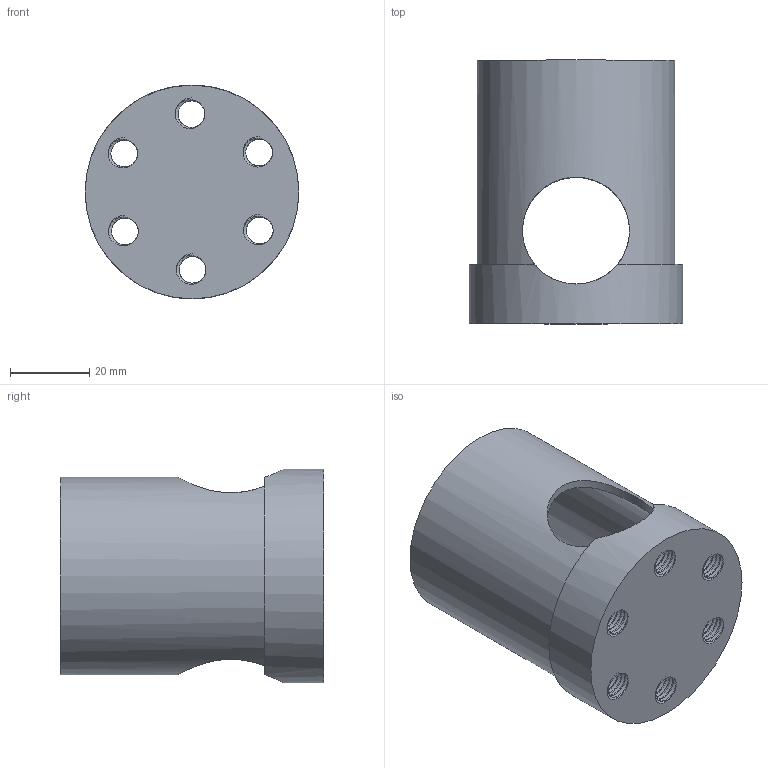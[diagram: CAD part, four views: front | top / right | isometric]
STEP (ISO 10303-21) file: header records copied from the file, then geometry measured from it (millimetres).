
FILE_DESCRIPTION(/* description */ (''),/* implementation_level */ '2;1');
FILE_NAME(/* name */ 'Machon Cardan v2.step',/* time_stamp */ '2019-09-06T14:12:46+02:00',/* author */ (''),/* organization */ (''),/* preprocessor_version */ 'ST-DEVELOPER v18',/* originating_system */ 'Autodesk Translation Framework v8.6.0.1094',/* authorisation */ '');
FILE_SCHEMA (('AUTOMOTIVE_DESIGN { 1 0 10303 214 3 1 1 }'));
Length unit declared in the file: millimetre
Products named in the file (1): Machon Cardan
Bounding box: 54 x 66.6 x 54 mm (x, y, z)
Volume: 30874.5 mm3; surface area: 22883.1 mm2
Topology: 1 solids, 1 shells, 106 faces, 312 edges, 201 vertices
Faces by surface type: cylinder 83, bspline 12, plane 11
Full cylindrical faces by diameter (mm): 6.779 x30, 8.17 x24, 27 x2, 46 x1, 50 x1, 54 x1
Entity records: 9205 total; most frequent: CARTESIAN_POINT 6671, ORIENTED_EDGE 624, DIRECTION 379, EDGE_CURVE 312, VERTEX_POINT 201, B_SPLINE_CURVE_WITH_KNOTS 180, AXIS2_PLACEMENT_3D 152, EDGE_LOOP 115
